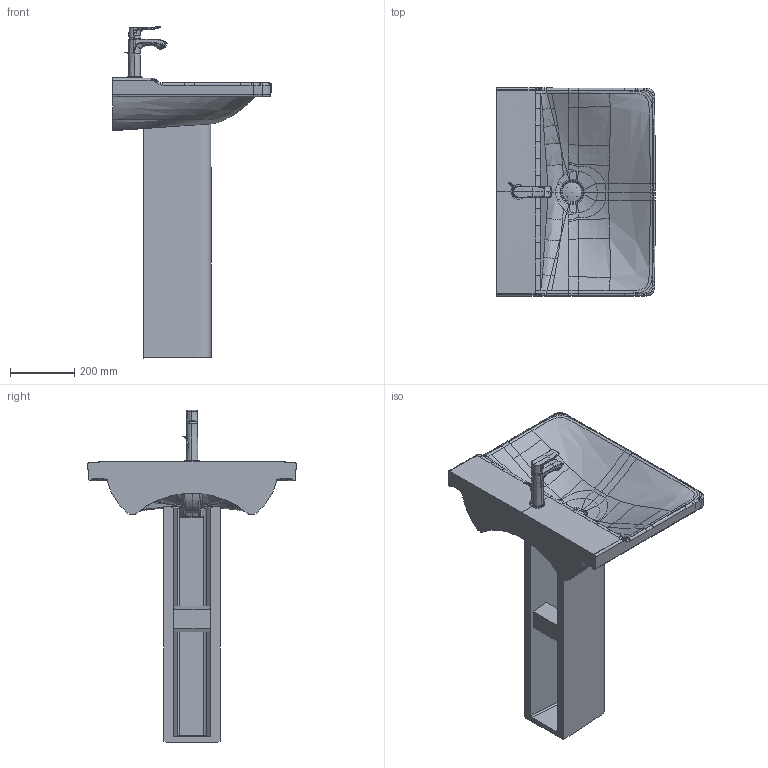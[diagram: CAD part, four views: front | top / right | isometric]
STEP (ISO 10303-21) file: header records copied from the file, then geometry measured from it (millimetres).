
FILE_DESCRIPTION((''),'2;1');
FILE_NAME('233265_085836.stp','2015-11-10T16:12:21',('Administrator'),(''),'Autodesk Inventor 2011','Autodesk Inventor 2011','');
FILE_SCHEMA(('CONFIG_CONTROL_DESIGN'));
Length unit declared in the file: millimetre
Products named in the file (15): 233265_085836; 233265; 085836; Kelch; Stopfen; WT-Armatur HANSGROHE METRIS; Gehäuse; Rosette Citerio; Griff_HWB_Metris; Griffstopfen; Zugstange Griff; Rosette Talis; Neoperl Strahler; Strahlreglerhuelse; Strahler
Assembly tree (14 placements, depth 4):
  233265_085836
    233265
    085836
    Kelch
    Stopfen
    WT-Armatur HANSGROHE METRIS
      Gehäuse
      Rosette Citerio
      Griff_HWB_Metris
      Griffstopfen
      Zugstange Griff
      Rosette Talis
      Neoperl Strahler
        Strahlreglerhuelse
        Strahler
Bounding box: 494.89 x 649.77 x 1034.46 mm (x, y, z)
Volume: 24986979.3 mm3; surface area: 1917918.5 mm2
Topology: 12 solids, 12 shells, 1624 faces, 4506 edges, 2903 vertices
Faces by surface type: bspline 667, plane 513, cylinder 337, cone 51, torus 48, sphere 8
Full cylindrical faces by diameter (mm): 4 x1, 5 x1, 5.2 x1, 5.325 x1, 5.4 x1, 8.875 x1, 12.35 x1, 15.75 x1, 16 x1, 17.5 x1, 17.7 x1, 19.97 x1, 20.1 x1, 20.88 x1, 21 x1, 22.5 x2, 24 x2, 25 x2, 31.3 x1, 35 x1, 42 x1, 44 x1, 46 x1, 47 x1, 60 x1
Entity records: 133581 total; most frequent: CARTESIAN_POINT 95076, ORIENTED_EDGE 8844, DIRECTION 5789, EDGE_CURVE 4422, VERTEX_POINT 2882, AXIS2_PLACEMENT_3D 2272, B_SPLINE_CURVE_WITH_KNOTS 1833, EDGE_LOOP 1709
